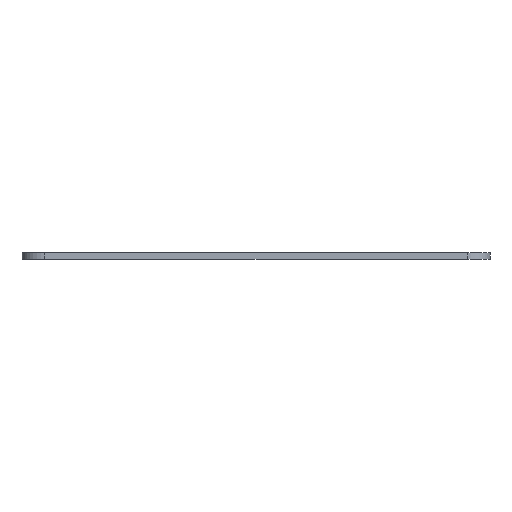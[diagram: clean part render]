
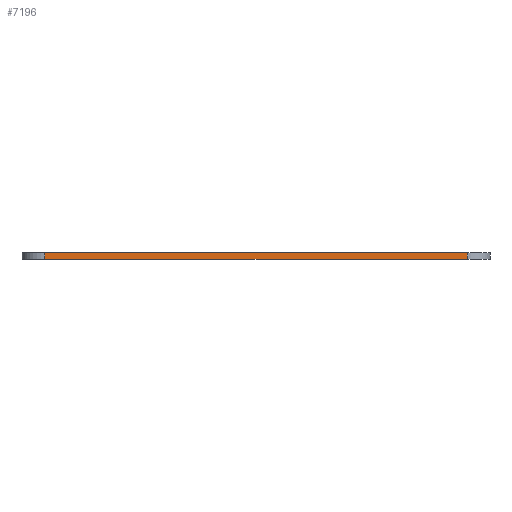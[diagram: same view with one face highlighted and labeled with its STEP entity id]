
A CAD part, left-side view. The second image highlights one B-rep face of the part: STEP entity #7196.
In plain terms, the highlighted planar face has unit normal (-1, 0, 0).
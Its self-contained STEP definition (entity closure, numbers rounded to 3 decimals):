
#1059=FACE_OUTER_BOUND('',#1484,.T.);
#1484=EDGE_LOOP('',(#6391,#6392,#6393,#6394));
#2004=LINE('',#13670,#2613);
#2045=LINE('',#13837,#2654);
#2047=LINE('',#13843,#2656);
#2095=LINE('',#14024,#2704);
#2613=VECTOR('',#8193,10.);
#2654=VECTOR('',#8324,10.);
#2656=VECTOR('',#8330,10.);
#2704=VECTOR('',#8466,10.);
#3333=VERTEX_POINT('',#13648);
#3343=VERTEX_POINT('',#13668);
#3424=VERTEX_POINT('',#13836);
#3426=VERTEX_POINT('',#13842);
#4334=EDGE_CURVE('',#3343,#3333,#2004,.T.);
#4415=EDGE_CURVE('',#3333,#3424,#2045,.T.);
#4418=EDGE_CURVE('',#3426,#3424,#2047,.T.);
#4509=EDGE_CURVE('',#3426,#3343,#2095,.T.);
#6391=ORIENTED_EDGE('',*,*,#4415,.F.);
#6392=ORIENTED_EDGE('',*,*,#4334,.F.);
#6393=ORIENTED_EDGE('',*,*,#4509,.F.);
#6394=ORIENTED_EDGE('',*,*,#4418,.T.);
#6859=PLANE('',#7485);
#7196=ADVANCED_FACE('',(#1059),#6859,.T.);
#7485=AXIS2_PLACEMENT_3D('',#14023,#8464,#8465);
#8193=DIRECTION('',(0.,-1.,0.));
#8324=DIRECTION('',(0.,0.,-1.));
#8330=DIRECTION('',(0.,-1.,0.));
#8464=DIRECTION('center_axis',(-1.,0.,0.));
#8465=DIRECTION('ref_axis',(0.,-1.,0.));
#8466=DIRECTION('',(0.,0.,1.));
#13648=CARTESIAN_POINT('',(-18.175,-64.125,1.5));
#13668=CARTESIAN_POINT('',(-18.175,29.375,1.5));
#13670=CARTESIAN_POINT('',(-18.175,34.375,1.5));
#13836=CARTESIAN_POINT('',(-18.175,-64.125,0.));
#13837=CARTESIAN_POINT('',(-18.175,-64.125,0.));
#13842=CARTESIAN_POINT('',(-18.175,29.375,0.));
#13843=CARTESIAN_POINT('',(-18.175,34.375,0.));
#14023=CARTESIAN_POINT('Origin',(-18.175,34.375,0.));
#14024=CARTESIAN_POINT('',(-18.175,29.375,0.));
